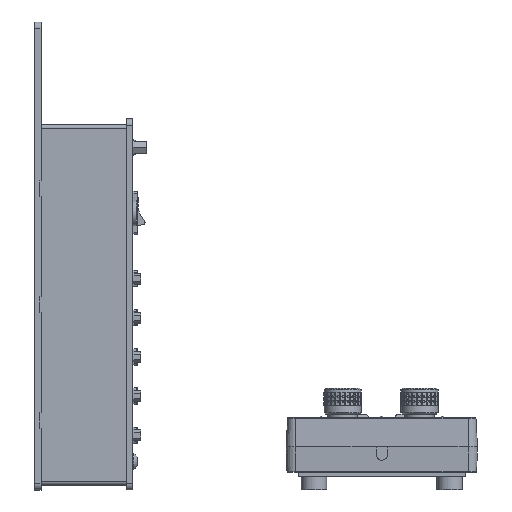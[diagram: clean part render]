
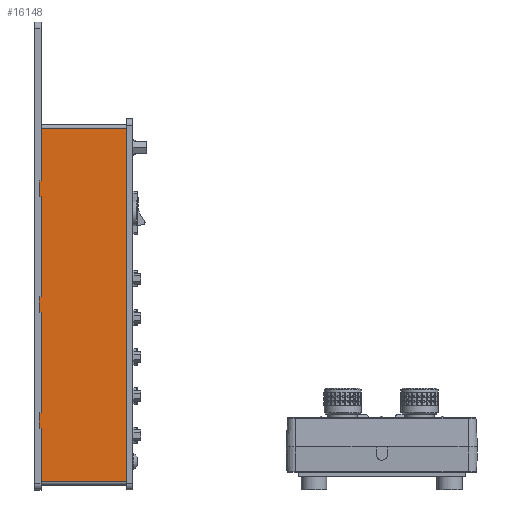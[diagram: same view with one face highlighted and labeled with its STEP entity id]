
A CAD part, left-side view. The second image highlights one B-rep face of the part: STEP entity #16148.
In plain terms, the highlighted planar face has unit normal (-1, 0, 0).
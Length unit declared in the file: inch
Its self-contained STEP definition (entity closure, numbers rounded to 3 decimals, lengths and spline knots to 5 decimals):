
#13964=CARTESIAN_POINT('',(-0.04,1.633,0.1575));
#13965=VERTEX_POINT('',#13964);
#13973=CARTESIAN_POINT('',(-0.04,1.633,1.18));
#13974=VERTEX_POINT('',#13973);
#13975=CARTESIAN_POINT('',(-0.04,1.633,1.18));
#13976=DIRECTION('',(0.0,0.0,-1.0));
#13977=VECTOR('',#13976,1.0225);
#13978=LINE('',#13975,#13977);
#13979=EDGE_CURVE('',#13974,#13965,#13978,.T.);
#14045=CARTESIAN_POINT('',(-0.04,1.665,1.18));
#14046=VERTEX_POINT('',#14045);
#14047=CARTESIAN_POINT('',(-0.04,1.665,1.18));
#14048=DIRECTION('',(0.0,-1.0,0.0));
#14049=VECTOR('',#14048,0.032);
#14050=LINE('',#14047,#14049);
#14051=EDGE_CURVE('',#14046,#13974,#14050,.T.);
#14076=CARTESIAN_POINT('',(-0.04,1.665,1.48));
#14077=VERTEX_POINT('',#14076);
#14078=CARTESIAN_POINT('',(-0.04,1.665,1.48));
#14079=DIRECTION('',(0.0,0.0,-1.0));
#14080=VECTOR('',#14079,0.3);
#14081=LINE('',#14078,#14080);
#14082=EDGE_CURVE('',#14077,#14046,#14081,.T.);
#14107=CARTESIAN_POINT('',(-0.04,1.633,1.48));
#14108=VERTEX_POINT('',#14107);
#14109=CARTESIAN_POINT('',(-0.04,1.633,1.48));
#14110=DIRECTION('',(0.0,1.0,0.0));
#14111=VECTOR('',#14110,0.032);
#14112=LINE('',#14109,#14111);
#14113=EDGE_CURVE('',#14108,#14077,#14112,.T.);
#14138=CARTESIAN_POINT('',(-0.04,1.633,3.395));
#14139=VERTEX_POINT('',#14138);
#14140=CARTESIAN_POINT('',(-0.04,1.633,3.395));
#14141=DIRECTION('',(0.0,0.0,-1.0));
#14142=VECTOR('',#14141,1.915);
#14143=LINE('',#14140,#14142);
#14144=EDGE_CURVE('',#14139,#14108,#14143,.T.);
#14169=CARTESIAN_POINT('',(-0.04,1.665,3.395));
#14170=VERTEX_POINT('',#14169);
#14171=CARTESIAN_POINT('',(-0.04,1.665,3.395));
#14172=DIRECTION('',(0.0,-1.0,0.0));
#14173=VECTOR('',#14172,0.032);
#14174=LINE('',#14171,#14173);
#14175=EDGE_CURVE('',#14170,#14139,#14174,.T.);
#14200=CARTESIAN_POINT('',(-0.04,1.665,3.695));
#14201=VERTEX_POINT('',#14200);
#14202=CARTESIAN_POINT('',(-0.04,1.665,3.695));
#14203=DIRECTION('',(0.0,0.0,-1.0));
#14204=VECTOR('',#14203,0.3);
#14205=LINE('',#14202,#14204);
#14206=EDGE_CURVE('',#14201,#14170,#14205,.T.);
#14231=CARTESIAN_POINT('',(-0.04,1.633,3.695));
#14232=VERTEX_POINT('',#14231);
#14233=CARTESIAN_POINT('',(-0.04,1.633,3.695));
#14234=DIRECTION('',(0.0,1.0,0.0));
#14235=VECTOR('',#14234,0.032);
#14236=LINE('',#14233,#14235);
#14237=EDGE_CURVE('',#14232,#14201,#14236,.T.);
#14262=CARTESIAN_POINT('',(-0.04,1.633,5.61));
#14263=VERTEX_POINT('',#14262);
#14264=CARTESIAN_POINT('',(-0.04,1.633,5.61));
#14265=DIRECTION('',(0.0,0.0,-1.0));
#14266=VECTOR('',#14265,1.915);
#14267=LINE('',#14264,#14266);
#14268=EDGE_CURVE('',#14263,#14232,#14267,.T.);
#14293=CARTESIAN_POINT('',(-0.04,1.665,5.61));
#14294=VERTEX_POINT('',#14293);
#14295=CARTESIAN_POINT('',(-0.04,1.665,5.61));
#14296=DIRECTION('',(0.0,-1.0,0.0));
#14297=VECTOR('',#14296,0.032);
#14298=LINE('',#14295,#14297);
#14299=EDGE_CURVE('',#14294,#14263,#14298,.T.);
#14324=CARTESIAN_POINT('',(-0.04,1.665,5.91));
#14325=VERTEX_POINT('',#14324);
#14326=CARTESIAN_POINT('',(-0.04,1.665,5.91));
#14327=DIRECTION('',(0.0,0.0,-1.0));
#14328=VECTOR('',#14327,0.3);
#14329=LINE('',#14326,#14328);
#14330=EDGE_CURVE('',#14325,#14294,#14329,.T.);
#14355=CARTESIAN_POINT('',(-0.04,1.633,5.91));
#14356=VERTEX_POINT('',#14355);
#14357=CARTESIAN_POINT('',(-0.04,1.633,5.91));
#14358=DIRECTION('',(0.0,1.0,0.0));
#14359=VECTOR('',#14358,0.032);
#14360=LINE('',#14357,#14359);
#14361=EDGE_CURVE('',#14356,#14325,#14360,.T.);
#14820=CARTESIAN_POINT('',(-0.04,1.633,6.9225));
#14821=VERTEX_POINT('',#14820);
#14822=CARTESIAN_POINT('',(-0.04,1.633,6.9225));
#14823=DIRECTION('',(0.0,0.0,-1.0));
#14824=VECTOR('',#14823,1.0125);
#14825=LINE('',#14822,#14824);
#14826=EDGE_CURVE('',#14821,#14356,#14825,.T.);
#16027=CARTESIAN_POINT('',(-0.04,0.,6.9225));
#16028=VERTEX_POINT('',#16027);
#16029=CARTESIAN_POINT('',(-0.04,0.,6.9225));
#16030=DIRECTION('',(0.0,1.0,0.0));
#16031=VECTOR('',#16030,1.633);
#16032=LINE('',#16029,#16031);
#16033=EDGE_CURVE('',#16028,#14821,#16032,.T.);
#16060=CARTESIAN_POINT('',(-0.04,0.,0.1575));
#16061=VERTEX_POINT('',#16060);
#16069=CARTESIAN_POINT('',(-0.04,0.,0.1575));
#16070=DIRECTION('',(0.0,1.0,0.0));
#16071=VECTOR('',#16070,1.633);
#16072=LINE('',#16069,#16071);
#16073=EDGE_CURVE('',#16061,#13965,#16072,.T.);
#16120=CARTESIAN_POINT('',(-0.04,0.,6.9225));
#16121=DIRECTION('',(-1.0,0.0,0.0));
#16122=DIRECTION('',(0.0,0.0,1.0));
#16123=AXIS2_PLACEMENT_3D('',#16120,#16121,#16122);
#16124=PLANE('',#16123);
#16125=ORIENTED_EDGE('',*,*,#13979,.T.);
#16126=ORIENTED_EDGE('',*,*,#16073,.F.);
#16127=CARTESIAN_POINT('',(-0.04,0.,6.9225));
#16128=DIRECTION('',(0.0,0.0,-1.0));
#16129=VECTOR('',#16128,6.765);
#16130=LINE('',#16127,#16129);
#16131=EDGE_CURVE('',#16028,#16061,#16130,.T.);
#16132=ORIENTED_EDGE('',*,*,#16131,.F.);
#16133=ORIENTED_EDGE('',*,*,#16033,.T.);
#16134=ORIENTED_EDGE('',*,*,#14826,.T.);
#16135=ORIENTED_EDGE('',*,*,#14361,.T.);
#16136=ORIENTED_EDGE('',*,*,#14330,.T.);
#16137=ORIENTED_EDGE('',*,*,#14299,.T.);
#16138=ORIENTED_EDGE('',*,*,#14268,.T.);
#16139=ORIENTED_EDGE('',*,*,#14237,.T.);
#16140=ORIENTED_EDGE('',*,*,#14206,.T.);
#16141=ORIENTED_EDGE('',*,*,#14175,.T.);
#16142=ORIENTED_EDGE('',*,*,#14144,.T.);
#16143=ORIENTED_EDGE('',*,*,#14113,.T.);
#16144=ORIENTED_EDGE('',*,*,#14082,.T.);
#16145=ORIENTED_EDGE('',*,*,#14051,.T.);
#16146=EDGE_LOOP('',(#16125,#16126,#16132,#16133,#16134,#16135,#16136,#16137,#16138,#16139,#16140,#16141,#16142,#16143,#16144,#16145));
#16147=FACE_OUTER_BOUND('',#16146,.T.);
#16148=ADVANCED_FACE('',(#16147),#16124,.T.);
